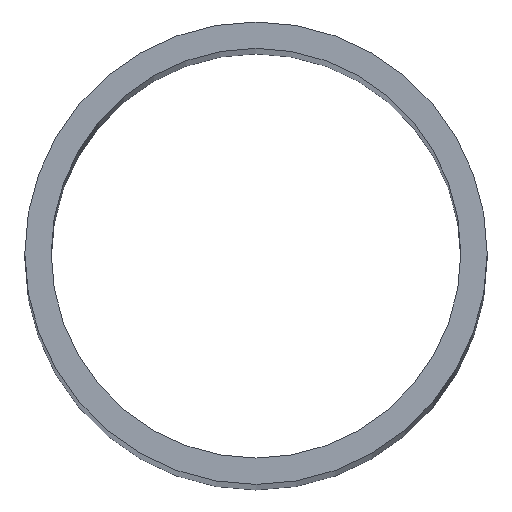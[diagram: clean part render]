
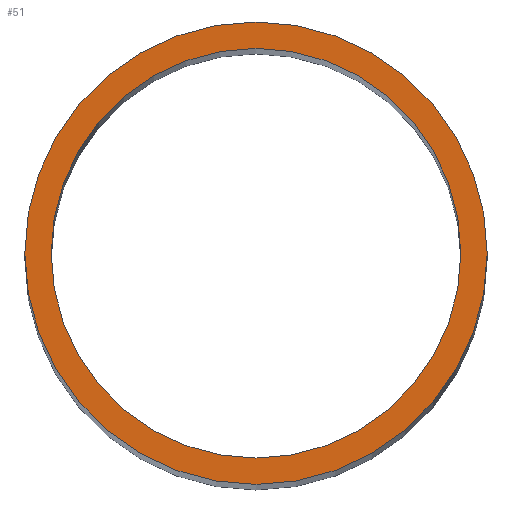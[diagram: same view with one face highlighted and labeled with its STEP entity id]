
A CAD part, top view. The second image highlights one B-rep face of the part: STEP entity #51.
In plain terms, the highlighted planar face has unit normal (0, 0, 1).
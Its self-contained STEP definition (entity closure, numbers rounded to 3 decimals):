
#1 = ORIENTED_EDGE ( 'NONE', *, *, #224, .F. ) ;
#8 = CARTESIAN_POINT ( 'NONE',  ( 0., 0., 242. ) ) ;
#11 = DIRECTION ( 'NONE',  ( 1., 0., 0. ) ) ;
#19 = CIRCLE ( 'NONE', #93, 17.54 ) ;
#22 = AXIS2_PLACEMENT_3D ( 'NONE', #105, #221, #11 ) ;
#24 = EDGE_LOOP ( 'NONE', ( #116, #1 ) ) ;
#26 = CIRCLE ( 'NONE', #235, 15.54 ) ;
#29 = DIRECTION ( 'NONE',  ( 1., 0., 0. ) ) ;
#39 = FACE_BOUND ( 'NONE', #24, .T. ) ;
#51 = ADVANCED_FACE ( 'NONE', ( #78, #39 ), #118, .T. ) ;
#60 = VERTEX_POINT ( 'NONE', #70 ) ;
#65 = DIRECTION ( 'NONE',  ( 1., 0., 0. ) ) ;
#70 = CARTESIAN_POINT ( 'NONE',  ( -15.54, 0., 242. ) ) ;
#71 = CARTESIAN_POINT ( 'NONE',  ( -17.54, 0., 242. ) ) ;
#77 = CIRCLE ( 'NONE', #218, 15.54 ) ;
#78 = FACE_OUTER_BOUND ( 'NONE', #137, .T. ) ;
#80 = ORIENTED_EDGE ( 'NONE', *, *, #112, .T. ) ;
#84 = AXIS2_PLACEMENT_3D ( 'NONE', #164, #222, #148 ) ;
#92 = CARTESIAN_POINT ( 'NONE',  ( 15.54, 0., 242. ) ) ;
#93 = AXIS2_PLACEMENT_3D ( 'NONE', #145, #238, #165 ) ;
#96 = VERTEX_POINT ( 'NONE', #71 ) ;
#101 = VERTEX_POINT ( 'NONE', #223 ) ;
#105 = CARTESIAN_POINT ( 'NONE',  ( 0., 0., 242. ) ) ;
#112 = EDGE_CURVE ( 'NONE', #96, #101, #183, .T. ) ;
#116 = ORIENTED_EDGE ( 'NONE', *, *, #179, .F. ) ;
#118 = PLANE ( 'NONE',  #22 ) ;
#119 = ORIENTED_EDGE ( 'NONE', *, *, #216, .T. ) ;
#137 = EDGE_LOOP ( 'NONE', ( #80, #119 ) ) ;
#143 = DIRECTION ( 'NONE',  ( 0., 0., 1. ) ) ;
#145 = CARTESIAN_POINT ( 'NONE',  ( 0., 0., 242. ) ) ;
#148 = DIRECTION ( 'NONE',  ( 1., 0., 0. ) ) ;
#162 = CARTESIAN_POINT ( 'NONE',  ( 0., 0., 242. ) ) ;
#164 = CARTESIAN_POINT ( 'NONE',  ( 0., 0., 242. ) ) ;
#165 = DIRECTION ( 'NONE',  ( 1., 0., 0. ) ) ;
#179 = EDGE_CURVE ( 'NONE', #60, #236, #77, .T. ) ;
#183 = CIRCLE ( 'NONE', #84, 17.54 ) ;
#216 = EDGE_CURVE ( 'NONE', #101, #96, #19, .T. ) ;
#218 = AXIS2_PLACEMENT_3D ( 'NONE', #8, #239, #29 ) ;
#221 = DIRECTION ( 'NONE',  ( 0., 0., 1. ) ) ;
#222 = DIRECTION ( 'NONE',  ( 0., 0., 1. ) ) ;
#223 = CARTESIAN_POINT ( 'NONE',  ( 17.54, 0., 242. ) ) ;
#224 = EDGE_CURVE ( 'NONE', #236, #60, #26, .T. ) ;
#235 = AXIS2_PLACEMENT_3D ( 'NONE', #162, #143, #65 ) ;
#236 = VERTEX_POINT ( 'NONE', #92 ) ;
#238 = DIRECTION ( 'NONE',  ( 0., 0., 1. ) ) ;
#239 = DIRECTION ( 'NONE',  ( 0., 0., 1. ) ) ;
